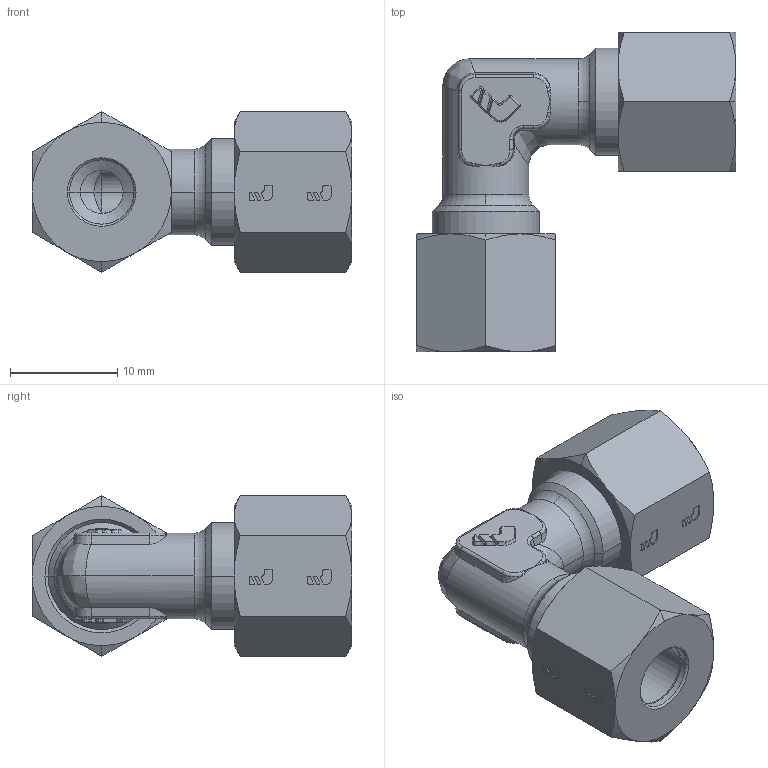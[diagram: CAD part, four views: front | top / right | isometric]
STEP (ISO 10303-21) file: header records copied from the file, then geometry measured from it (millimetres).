
FILE_DESCRIPTION(('STEP AP214'),'1');
FILE_NAME('1802_06_00.stp','2016-07-07T14:24:21',('TraceParts'),('TraceParts S.A.'),'Spatial InterOp 3D',' ',' ');
FILE_SCHEMA(('automotive_design'));
Length unit declared in the file: millimetre
Products named in the file (5): 1802-06-00_asm|1802-06-00U:1#1802-06-00U;1802-06-00U; 1802-06-00_asm|1824-06-00:1#1824-06-00;1824-06-00; 1802-06-00_asm|1810-06-00:1#1810-06-00;1810-06-00; 1802-06-00_asm|1824-06-00:2#1824-06-00;1824-06-00; 1802-06-00_asm|1810-06-00:2#1810-06-00;1810-06-00
Bounding box: 29.84 x 29.84 x 15.01 mm (x, y, z)
Volume: 3792.9 mm3; surface area: 4187.4 mm2
Topology: 5 solids, 5 shells, 762 faces, 2058 edges, 1332 vertices
Faces by surface type: plane 498, cone 108, cylinder 108, torus 28, bspline 20
Entity records: 30751 total; most frequent: CARTESIAN_POINT 5384, ORIENTED_EDGE 4116, DIRECTION 3844, EDGE_CURVE 2058, LINE 1538, VECTOR 1538, VERTEX_POINT 1332, AXIS2_PLACEMENT_3D 1153
